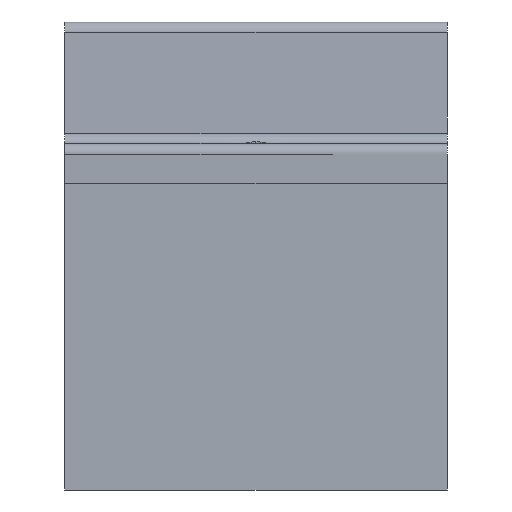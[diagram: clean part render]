
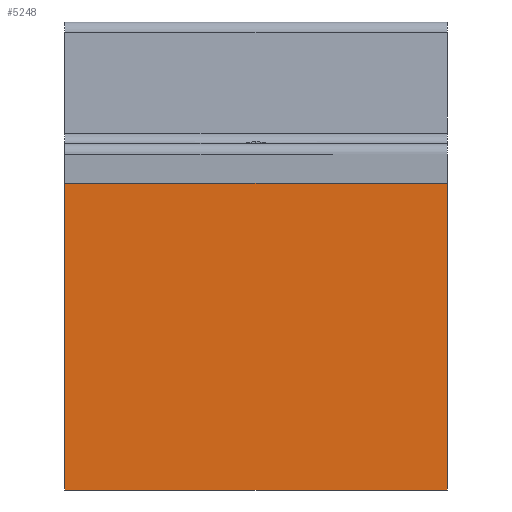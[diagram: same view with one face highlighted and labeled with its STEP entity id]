
A CAD part, front view. The second image highlights one B-rep face of the part: STEP entity #5248.
In plain terms, the highlighted planar face has unit normal (0, -1, 0).
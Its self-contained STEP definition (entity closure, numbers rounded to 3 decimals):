
#4463=CARTESIAN_POINT('',(53.5,-40.8,37.4));
#4464=VERTEX_POINT('',#4463);
#4471=CARTESIAN_POINT('',(53.5,-40.8,-5.5));
#4472=VERTEX_POINT('',#4471);
#4473=CARTESIAN_POINT('',(53.5,-40.8,-5.5));
#4474=DIRECTION('',(0.0,0.0,1.0));
#4475=VECTOR('',#4474,42.9);
#4476=LINE('',#4473,#4475);
#4477=EDGE_CURVE('',#4472,#4464,#4476,.T.);
#5104=CARTESIAN_POINT('',(0.0,-40.8,-5.5));
#5105=VERTEX_POINT('',#5104);
#5112=CARTESIAN_POINT('',(0.0,-40.8,37.4));
#5113=VERTEX_POINT('',#5112);
#5114=CARTESIAN_POINT('',(0.,-40.8,37.4));
#5115=DIRECTION('',(0.0,0.0,-1.0));
#5116=VECTOR('',#5115,42.9);
#5117=LINE('',#5114,#5116);
#5118=EDGE_CURVE('',#5113,#5105,#5117,.T.);
#5220=CARTESIAN_POINT('',(53.5,-40.8,-5.5));
#5221=DIRECTION('',(-1.0,0.0,0.0));
#5222=VECTOR('',#5221,53.5);
#5223=LINE('',#5220,#5222);
#5224=EDGE_CURVE('',#4472,#5105,#5223,.T.);
#5232=CARTESIAN_POINT('',(17.5,-40.8,37.4));
#5233=DIRECTION('',(0.0,-1.0,0.0));
#5234=DIRECTION('',(1.0,0.0,0.0));
#5235=AXIS2_PLACEMENT_3D('',#5232,#5233,#5234);
#5236=PLANE('',#5235);
#5237=CARTESIAN_POINT('',(53.5,-40.8,37.4));
#5238=DIRECTION('',(-1.0,0.0,0.0));
#5239=VECTOR('',#5238,53.5);
#5240=LINE('',#5237,#5239);
#5241=EDGE_CURVE('',#4464,#5113,#5240,.T.);
#5242=ORIENTED_EDGE('',*,*,#5241,.T.);
#5243=ORIENTED_EDGE('',*,*,#5118,.T.);
#5244=ORIENTED_EDGE('',*,*,#5224,.F.);
#5245=ORIENTED_EDGE('',*,*,#4477,.T.);
#5246=EDGE_LOOP('',(#5242,#5243,#5244,#5245));
#5247=FACE_OUTER_BOUND('',#5246,.T.);
#5248=ADVANCED_FACE('',(#5247),#5236,.T.);
